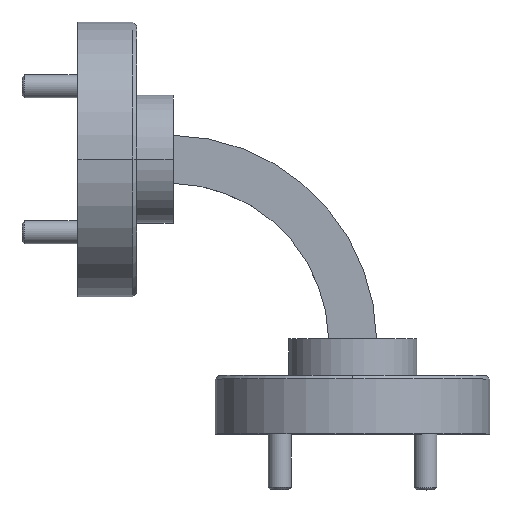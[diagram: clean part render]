
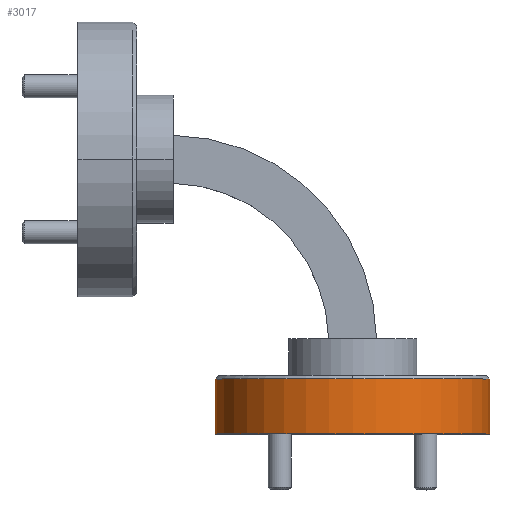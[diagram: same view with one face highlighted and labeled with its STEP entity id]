
A CAD part, top view. The second image highlights one B-rep face of the part: STEP entity #3017.
In plain terms, the highlighted cylindrical face has radius 9.525 mm (diameter 19.05 mm), a partial arc.
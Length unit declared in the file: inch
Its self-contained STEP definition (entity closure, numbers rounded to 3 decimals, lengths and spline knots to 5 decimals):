
#90 = ORIENTED_EDGE ( 'NONE', *, *, #3553, .F. ) ;
#100 = ORIENTED_EDGE ( 'NONE', *, *, #1680, .F. ) ;
#101 = DIRECTION ( 'NONE',  ( 1., 0., 0. ) ) ;
#121 = CARTESIAN_POINT ( 'NONE',  ( -0.97001, 0.24482, 0.53923 ) ) ;
#187 = CARTESIAN_POINT ( 'NONE',  ( -0.59501, 0.09482, 0.16423 ) ) ;
#285 = DIRECTION ( 'NONE',  ( 0., 0., -1. ) ) ;
#299 = VERTEX_POINT ( 'NONE', #2640 ) ;
#320 = CIRCLE ( 'NONE', #458, 0.375 ) ;
#372 = CARTESIAN_POINT ( 'NONE',  ( -0.97001, 0.24482, 0.16423 ) ) ;
#451 = LINE ( 'NONE', #3411, #3974 ) ;
#458 = AXIS2_PLACEMENT_3D ( 'NONE', #2849, #4161, #1199 ) ;
#565 = AXIS2_PLACEMENT_3D ( 'NONE', #372, #3640, #686 ) ;
#591 = DIRECTION ( 'NONE',  ( 0., -1., 0. ) ) ;
#655 = EDGE_CURVE ( 'NONE', #1390, #1015, #1512, .T. ) ;
#686 = DIRECTION ( 'NONE',  ( 0., 0., -1. ) ) ;
#844 = DIRECTION ( 'NONE',  ( 0., -1., 0. ) ) ;
#1015 = VERTEX_POINT ( 'NONE', #2869 ) ;
#1030 = EDGE_CURVE ( 'NONE', #1015, #299, #1536, .T. ) ;
#1199 = DIRECTION ( 'NONE',  ( 1., 0., 0. ) ) ;
#1390 = VERTEX_POINT ( 'NONE', #121 ) ;
#1507 = CARTESIAN_POINT ( 'NONE',  ( -0.59501, 0.24482, 0.16423 ) ) ;
#1512 = CIRCLE ( 'NONE', #2409, 0.375 ) ;
#1536 = LINE ( 'NONE', #3879, #4054 ) ;
#1656 = ORIENTED_EDGE ( 'NONE', *, *, #655, .T. ) ;
#1680 = EDGE_CURVE ( 'NONE', #2083, #3044, #451, .T. ) ;
#1735 = ORIENTED_EDGE ( 'NONE', *, *, #1030, .T. ) ;
#1774 = DIRECTION ( 'NONE',  ( 0., -1., 0. ) ) ;
#1941 = CIRCLE ( 'NONE', #565, 0.375 ) ;
#2083 = VERTEX_POINT ( 'NONE', #1507 ) ;
#2409 = AXIS2_PLACEMENT_3D ( 'NONE', #3548, #3481, #285 ) ;
#2536 = ORIENTED_EDGE ( 'NONE', *, *, #4121, .T. ) ;
#2640 = CARTESIAN_POINT ( 'NONE',  ( -1.34501, 0.09482, 0.16423 ) ) ;
#2782 = FACE_OUTER_BOUND ( 'NONE', #2787, .T. ) ;
#2787 = EDGE_LOOP ( 'NONE', ( #2536, #1656, #1735, #90, #100 ) ) ;
#2849 = CARTESIAN_POINT ( 'NONE',  ( -0.97001, 0.09482, 0.16423 ) ) ;
#2869 = CARTESIAN_POINT ( 'NONE',  ( -1.34501, 0.24482, 0.16423 ) ) ;
#3017 = ADVANCED_FACE ( 'NONE', ( #2782 ), #3101, .T. ) ;
#3044 = VERTEX_POINT ( 'NONE', #187 ) ;
#3101 = CYLINDRICAL_SURFACE ( 'NONE', #4167, 0.375 ) ;
#3386 = CARTESIAN_POINT ( 'NONE',  ( -0.97001, 0.25482, 0.16423 ) ) ;
#3411 = CARTESIAN_POINT ( 'NONE',  ( -0.59501, 0.25482, 0.16423 ) ) ;
#3481 = DIRECTION ( 'NONE',  ( 0., -1., 0. ) ) ;
#3548 = CARTESIAN_POINT ( 'NONE',  ( -0.97001, 0.24482, 0.16423 ) ) ;
#3553 = EDGE_CURVE ( 'NONE', #3044, #299, #320, .T. ) ;
#3640 = DIRECTION ( 'NONE',  ( 0., -1., 0. ) ) ;
#3879 = CARTESIAN_POINT ( 'NONE',  ( -1.34501, 0.25482, 0.16423 ) ) ;
#3974 = VECTOR ( 'NONE', #1774, 39.37008 ) ;
#4054 = VECTOR ( 'NONE', #591, 39.37008 ) ;
#4121 = EDGE_CURVE ( 'NONE', #2083, #1390, #1941, .T. ) ;
#4161 = DIRECTION ( 'NONE',  ( 0., -1., 0. ) ) ;
#4167 = AXIS2_PLACEMENT_3D ( 'NONE', #3386, #844, #101 ) ;
